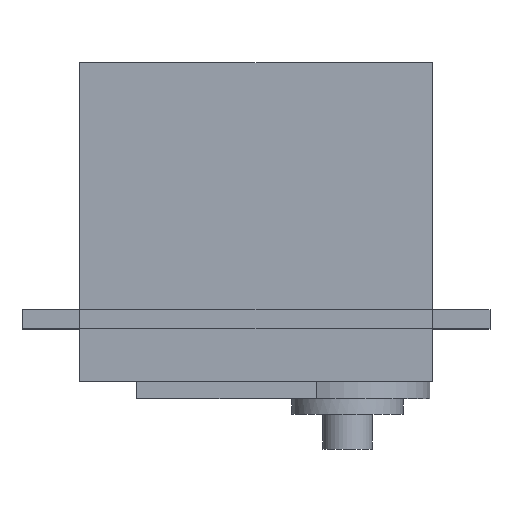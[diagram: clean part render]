
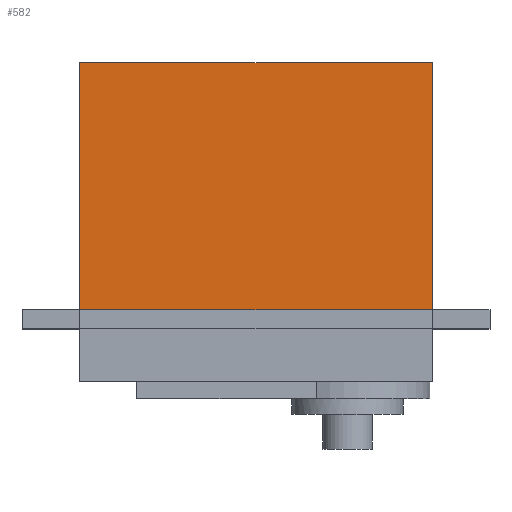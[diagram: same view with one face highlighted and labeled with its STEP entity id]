
A CAD part, top view. The second image highlights one B-rep face of the part: STEP entity #582.
In plain terms, the highlighted planar face has unit normal (0, 0, 1).
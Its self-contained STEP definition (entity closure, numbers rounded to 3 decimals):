
#49=FACE_OUTER_BOUND('',#86,.T.);
#86=EDGE_LOOP('',(#390,#391,#392,#393));
#133=LINE('',#871,#197);
#134=LINE('',#873,#198);
#135=LINE('',#875,#199);
#136=LINE('',#876,#200);
#197=VECTOR('',#697,1.);
#198=VECTOR('',#698,1.);
#199=VECTOR('',#699,1.);
#200=VECTOR('',#700,1.);
#261=VERTEX_POINT('',#869);
#262=VERTEX_POINT('',#870);
#263=VERTEX_POINT('',#872);
#264=VERTEX_POINT('',#874);
#309=EDGE_CURVE('',#261,#262,#133,.T.);
#310=EDGE_CURVE('',#261,#263,#134,.T.);
#311=EDGE_CURVE('',#263,#264,#135,.T.);
#312=EDGE_CURVE('',#262,#264,#136,.T.);
#390=ORIENTED_EDGE('',*,*,#309,.F.);
#391=ORIENTED_EDGE('',*,*,#310,.T.);
#392=ORIENTED_EDGE('',*,*,#311,.T.);
#393=ORIENTED_EDGE('',*,*,#312,.F.);
#552=PLANE('',#639);
#582=ADVANCED_FACE('',(#49),#552,.T.);
#639=AXIS2_PLACEMENT_3D('',#868,#695,#696);
#695=DIRECTION('center_axis',(0.,0.,1.));
#696=DIRECTION('ref_axis',(1.,0.,0.));
#697=DIRECTION('',(1.,0.,0.));
#698=DIRECTION('',(0.,-1.,0.));
#699=DIRECTION('',(1.,0.,0.));
#700=DIRECTION('',(0.,-1.,0.));
#868=CARTESIAN_POINT('Origin',(-20.25,0.,10.));
#869=CARTESIAN_POINT('',(-20.25,0.,10.));
#870=CARTESIAN_POINT('',(20.25,0.,10.));
#871=CARTESIAN_POINT('',(-20.25,0.,10.));
#872=CARTESIAN_POINT('',(-20.25,-28.4,10.));
#873=CARTESIAN_POINT('',(-20.25,0.,10.));
#874=CARTESIAN_POINT('',(20.25,-28.4,10.));
#875=CARTESIAN_POINT('',(-26.9,-28.4,10.));
#876=CARTESIAN_POINT('',(20.25,0.,10.));
